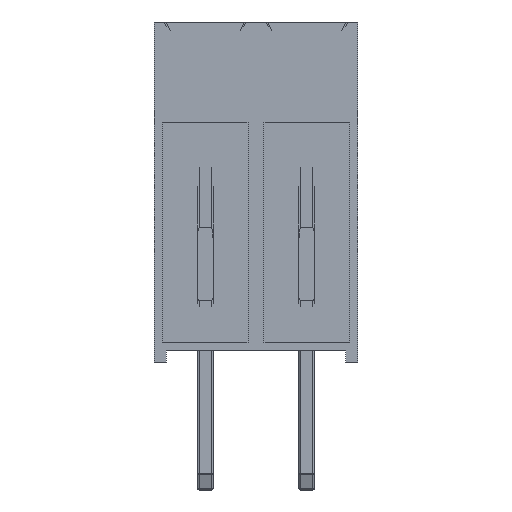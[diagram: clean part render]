
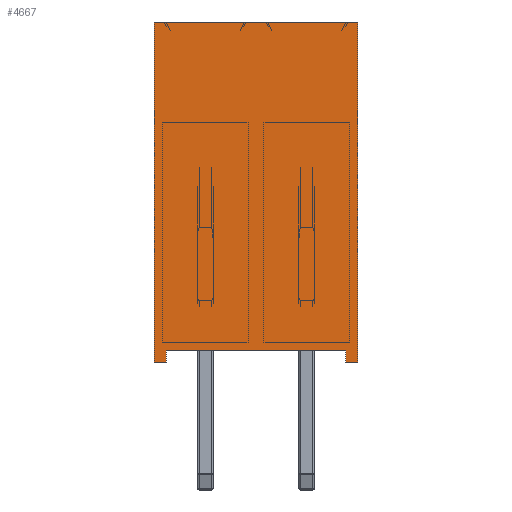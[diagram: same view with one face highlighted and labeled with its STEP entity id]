
A CAD part, left-side view. The second image highlights one B-rep face of the part: STEP entity #4667.
In plain terms, the highlighted planar face has unit normal (-1, 0, 0).
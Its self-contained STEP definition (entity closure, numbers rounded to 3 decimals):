
#694=FACE_OUTER_BOUND('',#984,.T.);
#984=EDGE_LOOP('',(#3044,#3045,#3046,#3047,#3048,#3049,#3050,#3051));
#1306=LINE('',#7279,#1654);
#1307=LINE('',#7282,#1655);
#1309=LINE('',#7286,#1657);
#1310=LINE('',#7288,#1658);
#1311=LINE('',#7290,#1659);
#1312=LINE('',#7292,#1660);
#1313=LINE('',#7294,#1661);
#1314=LINE('',#7295,#1662);
#1654=VECTOR('',#5666,10.);
#1655=VECTOR('',#5669,10.);
#1657=VECTOR('',#5673,10.);
#1658=VECTOR('',#5674,10.);
#1659=VECTOR('',#5675,10.);
#1660=VECTOR('',#5676,10.);
#1661=VECTOR('',#5677,10.);
#1662=VECTOR('',#5678,10.);
#2000=VERTEX_POINT('',#7275);
#2001=VERTEX_POINT('',#7277);
#2002=VERTEX_POINT('',#7281);
#2003=VERTEX_POINT('',#7285);
#2004=VERTEX_POINT('',#7287);
#2005=VERTEX_POINT('',#7289);
#2006=VERTEX_POINT('',#7291);
#2007=VERTEX_POINT('',#7293);
#2378=EDGE_CURVE('',#2000,#2001,#1306,.T.);
#2379=EDGE_CURVE('',#2002,#2000,#1307,.T.);
#2381=EDGE_CURVE('',#2001,#2003,#1309,.T.);
#2382=EDGE_CURVE('',#2003,#2004,#1310,.T.);
#2383=EDGE_CURVE('',#2004,#2005,#1311,.T.);
#2384=EDGE_CURVE('',#2005,#2006,#1312,.T.);
#2385=EDGE_CURVE('',#2007,#2006,#1313,.T.);
#2386=EDGE_CURVE('',#2002,#2007,#1314,.T.);
#3044=ORIENTED_EDGE('',*,*,#2381,.T.);
#3045=ORIENTED_EDGE('',*,*,#2382,.T.);
#3046=ORIENTED_EDGE('',*,*,#2383,.T.);
#3047=ORIENTED_EDGE('',*,*,#2384,.T.);
#3048=ORIENTED_EDGE('',*,*,#2385,.F.);
#3049=ORIENTED_EDGE('',*,*,#2386,.F.);
#3050=ORIENTED_EDGE('',*,*,#2379,.T.);
#3051=ORIENTED_EDGE('',*,*,#2378,.T.);
#4338=PLANE('',#5011);
#4667=ADVANCED_FACE('',(#694),#4338,.T.);
#5011=AXIS2_PLACEMENT_3D('',#7284,#5671,#5672);
#5666=DIRECTION('',(0.,0.,1.));
#5669=DIRECTION('',(0.,-1.,0.));
#5671=DIRECTION('center_axis',(-1.,0.,0.));
#5672=DIRECTION('ref_axis',(0.,-1.,0.));
#5673=DIRECTION('',(0.,-1.,0.));
#5674=DIRECTION('',(0.,0.,-1.));
#5675=DIRECTION('',(0.,-1.,0.));
#5676=DIRECTION('',(0.,0.,1.));
#5677=DIRECTION('',(0.,-1.,0.));
#5678=DIRECTION('',(0.,0.,1.));
#7275=CARTESIAN_POINT('',(-1.27,3.51,0.));
#7277=CARTESIAN_POINT('',(-1.27,3.51,0.3));
#7279=CARTESIAN_POINT('',(-1.27,3.51,0.));
#7281=CARTESIAN_POINT('',(-1.27,3.81,0.));
#7282=CARTESIAN_POINT('',(-1.27,3.81,0.));
#7284=CARTESIAN_POINT('Origin',(-1.27,1.27,0.));
#7285=CARTESIAN_POINT('',(-1.27,-0.97,0.3));
#7286=CARTESIAN_POINT('',(-1.27,1.27,0.3));
#7287=CARTESIAN_POINT('',(-1.27,-0.97,0.));
#7288=CARTESIAN_POINT('',(-1.27,-0.97,0.));
#7289=CARTESIAN_POINT('',(-1.27,-1.27,0.));
#7290=CARTESIAN_POINT('',(-1.27,1.27,0.));
#7291=CARTESIAN_POINT('',(-1.27,-1.27,8.5));
#7292=CARTESIAN_POINT('',(-1.27,-1.27,0.));
#7293=CARTESIAN_POINT('',(-1.27,3.81,8.5));
#7294=CARTESIAN_POINT('',(-1.27,3.81,8.5));
#7295=CARTESIAN_POINT('',(-1.27,3.81,0.));
